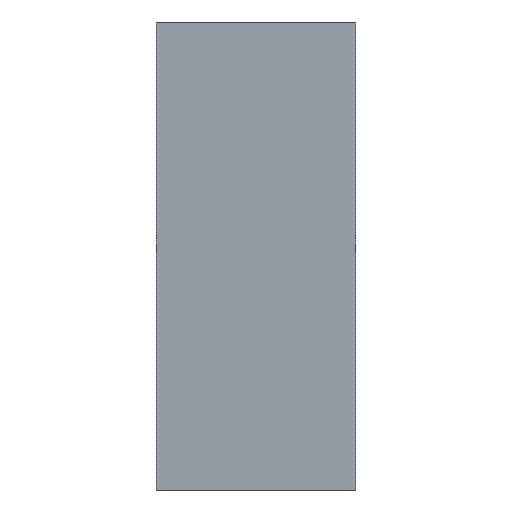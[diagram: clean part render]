
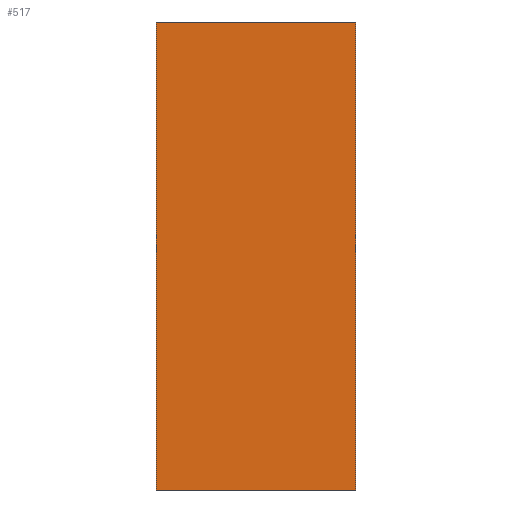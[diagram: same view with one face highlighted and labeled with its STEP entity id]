
A CAD part, left-side view. The second image highlights one B-rep face of the part: STEP entity #517.
In plain terms, the highlighted planar face has unit normal (-1, 0, 0).
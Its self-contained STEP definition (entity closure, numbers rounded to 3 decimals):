
#98=FACE_OUTER_BOUND('',#142,.T.);
#142=EDGE_LOOP('',(#467,#468,#469,#470));
#173=LINE('',#872,#214);
#180=LINE('',#891,#221);
#184=LINE('',#898,#225);
#185=LINE('',#900,#226);
#214=VECTOR('',#714,10.);
#221=VECTOR('',#733,10.);
#225=VECTOR('',#741,10.);
#226=VECTOR('',#744,10.);
#263=VERTEX_POINT('',#869);
#264=VERTEX_POINT('',#871);
#270=VERTEX_POINT('',#890);
#271=VERTEX_POINT('',#896);
#324=EDGE_CURVE('',#263,#264,#173,.T.);
#334=EDGE_CURVE('',#270,#264,#180,.T.);
#338=EDGE_CURVE('',#263,#271,#184,.T.);
#339=EDGE_CURVE('',#270,#271,#185,.T.);
#467=ORIENTED_EDGE('',*,*,#338,.T.);
#468=ORIENTED_EDGE('',*,*,#339,.F.);
#469=ORIENTED_EDGE('',*,*,#334,.T.);
#470=ORIENTED_EDGE('',*,*,#324,.F.);
#489=PLANE('',#594);
#517=ADVANCED_FACE('',(#98),#489,.T.);
#594=AXIS2_PLACEMENT_3D('',#899,#742,#743);
#714=DIRECTION('',(0.,1.,0.));
#733=DIRECTION('',(0.,0.,-1.));
#741=DIRECTION('',(0.,0.,1.));
#742=DIRECTION('center_axis',(-1.,0.,0.));
#743=DIRECTION('ref_axis',(0.,-1.,0.));
#744=DIRECTION('',(0.,-1.,0.));
#869=CARTESIAN_POINT('',(-21.,-5.,-11.75));
#871=CARTESIAN_POINT('',(-21.,5.,-11.75));
#872=CARTESIAN_POINT('',(-21.,5.,-11.75));
#890=CARTESIAN_POINT('',(-21.,5.,11.75));
#891=CARTESIAN_POINT('',(-21.,5.,0.));
#896=CARTESIAN_POINT('',(-21.,-5.,11.75));
#898=CARTESIAN_POINT('',(-21.,-5.,0.));
#899=CARTESIAN_POINT('Origin',(-21.,5.,0.));
#900=CARTESIAN_POINT('',(-21.,5.,11.75));
